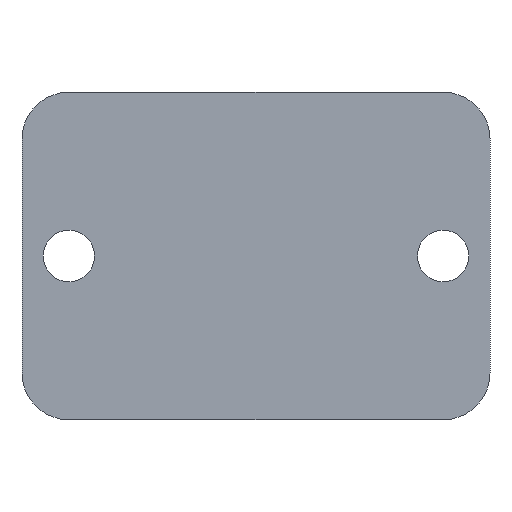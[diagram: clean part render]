
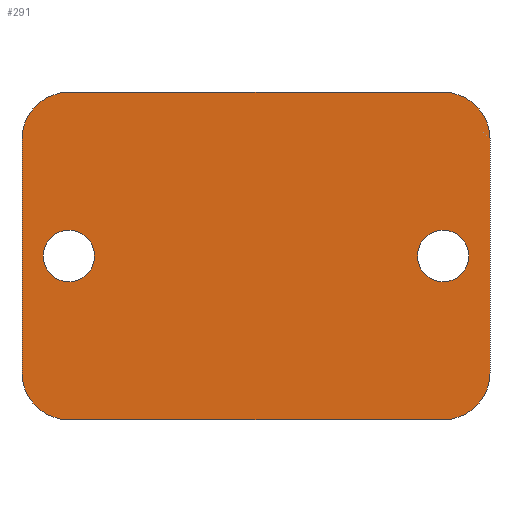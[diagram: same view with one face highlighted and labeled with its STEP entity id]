
A CAD part, front view. The second image highlights one B-rep face of the part: STEP entity #291.
In plain terms, the highlighted planar face has unit normal (0, -1, 0).
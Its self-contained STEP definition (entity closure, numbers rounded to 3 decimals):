
#291 = ADVANCED_FACE( '', ( #616, #617, #618 ), #619, .F. );
#616 = FACE_BOUND( '', #965, .T. );
#617 = FACE_BOUND( '', #966, .T. );
#618 = FACE_OUTER_BOUND( '', #967, .T. );
#619 = PLANE( '', #968 );
#965 = EDGE_LOOP( '', ( #1699 ) );
#966 = EDGE_LOOP( '', ( #1700 ) );
#967 = EDGE_LOOP( '', ( #1701, #1702, #1703, #1704, #1705, #1706, #1707, #1708 ) );
#968 = AXIS2_PLACEMENT_3D( '', #1709, #1710, #1711 );
#1699 = ORIENTED_EDGE( '', *, *, #2111, .T. );
#1700 = ORIENTED_EDGE( '', *, *, #2178, .T. );
#1701 = ORIENTED_EDGE( '', *, *, #2179, .F. );
#1702 = ORIENTED_EDGE( '', *, *, #1911, .F. );
#1703 = ORIENTED_EDGE( '', *, *, #1895, .F. );
#1704 = ORIENTED_EDGE( '', *, *, #1890, .F. );
#1705 = ORIENTED_EDGE( '', *, *, #2166, .F. );
#1706 = ORIENTED_EDGE( '', *, *, #2126, .F. );
#1707 = ORIENTED_EDGE( '', *, *, #2115, .F. );
#1708 = ORIENTED_EDGE( '', *, *, #2140, .F. );
#1709 = CARTESIAN_POINT( '', ( -20., 0., -12.5 ) );
#1710 = DIRECTION( '', ( 0., 1., 0. ) );
#1711 = DIRECTION( '', ( 0., 0., 1. ) );
#1890 = EDGE_CURVE( '', #2211, #2212, #2213, .T. );
#1895 = EDGE_CURVE( '', #2212, #2220, #2221, .T. );
#1911 = EDGE_CURVE( '', #2220, #2247, #2248, .T. );
#2111 = EDGE_CURVE( '', #2564, #2564, #2565, .T. );
#2115 = EDGE_CURVE( '', #2569, #2570, #2571, .T. );
#2126 = EDGE_CURVE( '', #2570, #2585, #2586, .T. );
#2140 = EDGE_CURVE( '', #2602, #2569, #2603, .T. );
#2166 = EDGE_CURVE( '', #2585, #2211, #2635, .T. );
#2178 = EDGE_CURVE( '', #2647, #2647, #2648, .T. );
#2179 = EDGE_CURVE( '', #2247, #2602, #2649, .T. );
#2211 = VERTEX_POINT( '', #2682 );
#2212 = VERTEX_POINT( '', #2683 );
#2213 = LINE( '', #2684, #2685 );
#2220 = VERTEX_POINT( '', #2695 );
#2221 = CIRCLE( '', #2696, 5. );
#2247 = VERTEX_POINT( '', #2742 );
#2248 = LINE( '', #2743, #2744 );
#2564 = VERTEX_POINT( '', #3272 );
#2565 = CIRCLE( '', #3273, 2.75 );
#2569 = VERTEX_POINT( '', #3277 );
#2570 = VERTEX_POINT( '', #3278 );
#2571 = CIRCLE( '', #3279, 5. );
#2585 = VERTEX_POINT( '', #3295 );
#2586 = LINE( '', #3296, #3297 );
#2602 = VERTEX_POINT( '', #3321 );
#2603 = LINE( '', #3322, #3323 );
#2635 = CIRCLE( '', #3376, 5. );
#2647 = VERTEX_POINT( '', #3390 );
#2648 = CIRCLE( '', #3391, 2.75 );
#2649 = CIRCLE( '', #3392, 5. );
#2682 = CARTESIAN_POINT( '', ( 25., 0., 12.5 ) );
#2683 = CARTESIAN_POINT( '', ( 25., 0., -12.5 ) );
#2684 = CARTESIAN_POINT( '', ( 25., 0., 12.5 ) );
#2685 = VECTOR( '', #3429, 1000. );
#2695 = CARTESIAN_POINT( '', ( 20., 0., -17.5 ) );
#2696 = AXIS2_PLACEMENT_3D( '', #3433, #3434, #3435 );
#2742 = CARTESIAN_POINT( '', ( -20., 0., -17.5 ) );
#2743 = CARTESIAN_POINT( '', ( 20., 0., -17.5 ) );
#2744 = VECTOR( '', #3448, 1000. );
#3272 = CARTESIAN_POINT( '', ( -17.25, 0., 0. ) );
#3273 = AXIS2_PLACEMENT_3D( '', #3664, #3665, #3666 );
#3277 = CARTESIAN_POINT( '', ( -25., 0., 12.5 ) );
#3278 = CARTESIAN_POINT( '', ( -20., 0., 17.5 ) );
#3279 = AXIS2_PLACEMENT_3D( '', #3667, #3668, #3669 );
#3295 = CARTESIAN_POINT( '', ( 20., 0., 17.5 ) );
#3296 = CARTESIAN_POINT( '', ( -20., 0., 17.5 ) );
#3297 = VECTOR( '', #3684, 1000. );
#3321 = CARTESIAN_POINT( '', ( -25., 0., -12.5 ) );
#3322 = CARTESIAN_POINT( '', ( -25., 0., -12.5 ) );
#3323 = VECTOR( '', #3696, 1000. );
#3376 = AXIS2_PLACEMENT_3D( '', #3713, #3714, #3715 );
#3390 = CARTESIAN_POINT( '', ( 22.75, 0., 0. ) );
#3391 = AXIS2_PLACEMENT_3D( '', #3718, #3719, #3720 );
#3392 = AXIS2_PLACEMENT_3D( '', #3721, #3722, #3723 );
#3429 = DIRECTION( '', ( 0., 0., -1. ) );
#3433 = CARTESIAN_POINT( '', ( 20., 0., -12.5 ) );
#3434 = DIRECTION( '', ( 0., 1., 0. ) );
#3435 = DIRECTION( '', ( 1., 0., 0. ) );
#3448 = DIRECTION( '', ( -1., 0., 0. ) );
#3664 = CARTESIAN_POINT( '', ( -20., 0., 0. ) );
#3665 = DIRECTION( '', ( 0., 1., 0. ) );
#3666 = DIRECTION( '', ( 1., 0., 0. ) );
#3667 = CARTESIAN_POINT( '', ( -20., 0., 12.5 ) );
#3668 = DIRECTION( '', ( 0., 1., 0. ) );
#3669 = DIRECTION( '', ( 1., 0., 0. ) );
#3684 = DIRECTION( '', ( 1., 0., 0. ) );
#3696 = DIRECTION( '', ( 0., 0., 1. ) );
#3713 = CARTESIAN_POINT( '', ( 20., 0., 12.5 ) );
#3714 = DIRECTION( '', ( 0., 1., 0. ) );
#3715 = DIRECTION( '', ( 1., 0., 0. ) );
#3718 = CARTESIAN_POINT( '', ( 20., 0., 0. ) );
#3719 = DIRECTION( '', ( 0., 1., 0. ) );
#3720 = DIRECTION( '', ( 1., 0., 0. ) );
#3721 = CARTESIAN_POINT( '', ( -20., 0., -12.5 ) );
#3722 = DIRECTION( '', ( 0., 1., 0. ) );
#3723 = DIRECTION( '', ( 1., 0., 0. ) );
